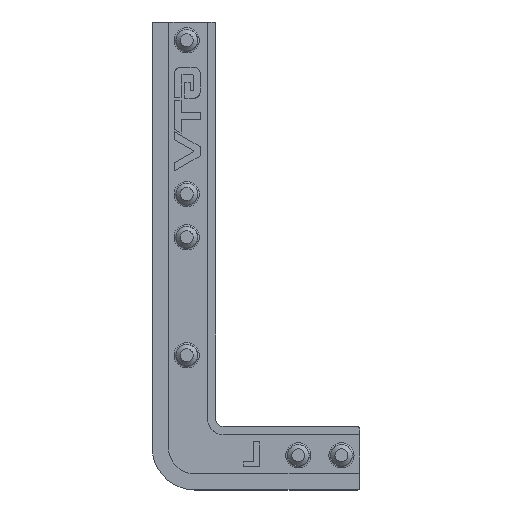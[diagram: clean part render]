
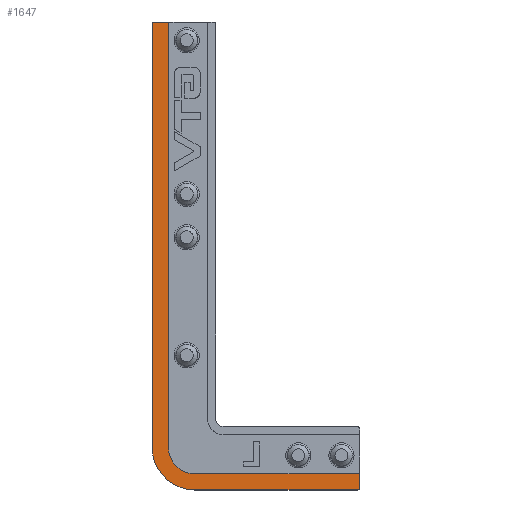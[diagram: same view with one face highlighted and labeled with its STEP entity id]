
A CAD part, top view. The second image highlights one B-rep face of the part: STEP entity #1647.
In plain terms, the highlighted planar face has unit normal (0, 0, 1).
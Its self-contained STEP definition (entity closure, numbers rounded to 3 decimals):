
#91=CIRCLE('',#1796,0.3);
#93=CIRCLE('',#1800,5.2);
#95=CIRCLE('',#1804,0.3);
#96=CIRCLE('',#1806,0.3);
#97=CIRCLE('',#1807,3.2);
#98=CIRCLE('',#1808,0.3);
#207=FACE_OUTER_BOUND('',#309,.T.);
#309=EDGE_LOOP('',(#1438,#1439,#1440,#1441,#1442,#1443,#1444,#1445,#1446,
#1447,#1448,#1449));
#416=LINE('',#2575,#582);
#468=LINE('',#2777,#634);
#472=LINE('',#2789,#638);
#474=LINE('',#2798,#640);
#475=LINE('',#2802,#641);
#476=LINE('',#2806,#642);
#582=VECTOR('',#1988,10.);
#634=VECTOR('',#2206,10.);
#638=VECTOR('',#2218,10.);
#640=VECTOR('',#2228,10.);
#641=VECTOR('',#2231,10.);
#642=VECTOR('',#2234,10.);
#727=VERTEX_POINT('',#2572);
#728=VERTEX_POINT('',#2574);
#793=VERTEX_POINT('',#2769);
#795=VERTEX_POINT('',#2775);
#797=VERTEX_POINT('',#2781);
#799=VERTEX_POINT('',#2787);
#801=VERTEX_POINT('',#2793);
#802=VERTEX_POINT('',#2797);
#803=VERTEX_POINT('',#2799);
#804=VERTEX_POINT('',#2801);
#805=VERTEX_POINT('',#2803);
#806=VERTEX_POINT('',#2805);
#916=EDGE_CURVE('',#727,#728,#416,.T.);
#1011=EDGE_CURVE('',#793,#727,#91,.T.);
#1014=EDGE_CURVE('',#795,#793,#468,.T.);
#1017=EDGE_CURVE('',#797,#795,#93,.T.);
#1020=EDGE_CURVE('',#799,#797,#472,.T.);
#1023=EDGE_CURVE('',#801,#799,#95,.T.);
#1024=EDGE_CURVE('',#802,#801,#474,.T.);
#1025=EDGE_CURVE('',#802,#803,#96,.T.);
#1026=EDGE_CURVE('',#803,#804,#475,.T.);
#1027=EDGE_CURVE('',#804,#805,#97,.T.);
#1028=EDGE_CURVE('',#805,#806,#476,.T.);
#1029=EDGE_CURVE('',#806,#728,#98,.T.);
#1438=ORIENTED_EDGE('',*,*,#916,.F.);
#1439=ORIENTED_EDGE('',*,*,#1011,.F.);
#1440=ORIENTED_EDGE('',*,*,#1014,.F.);
#1441=ORIENTED_EDGE('',*,*,#1017,.F.);
#1442=ORIENTED_EDGE('',*,*,#1020,.F.);
#1443=ORIENTED_EDGE('',*,*,#1023,.F.);
#1444=ORIENTED_EDGE('',*,*,#1024,.F.);
#1445=ORIENTED_EDGE('',*,*,#1025,.T.);
#1446=ORIENTED_EDGE('',*,*,#1026,.T.);
#1447=ORIENTED_EDGE('',*,*,#1027,.T.);
#1448=ORIENTED_EDGE('',*,*,#1028,.T.);
#1449=ORIENTED_EDGE('',*,*,#1029,.T.);
#1560=PLANE('',#1805);
#1647=ADVANCED_FACE('',(#207),#1560,.T.);
#1796=AXIS2_PLACEMENT_3D('',#2771,#2200,#2201);
#1800=AXIS2_PLACEMENT_3D('',#2783,#2212,#2213);
#1804=AXIS2_PLACEMENT_3D('',#2795,#2224,#2225);
#1805=AXIS2_PLACEMENT_3D('',#2796,#2226,#2227);
#1806=AXIS2_PLACEMENT_3D('',#2800,#2229,#2230);
#1807=AXIS2_PLACEMENT_3D('',#2804,#2232,#2233);
#1808=AXIS2_PLACEMENT_3D('',#2807,#2235,#2236);
#1988=DIRECTION('',(1.,0.,0.));
#2200=DIRECTION('center_axis',(0.,0.,-1.));
#2201=DIRECTION('ref_axis',(0.,1.,0.));
#2206=DIRECTION('',(0.,1.,0.));
#2212=DIRECTION('center_axis',(0.,0.,-1.));
#2213=DIRECTION('ref_axis',(-1.,0.,0.));
#2218=DIRECTION('',(-1.,0.,0.));
#2224=DIRECTION('center_axis',(0.,0.,-1.));
#2225=DIRECTION('ref_axis',(0.,-1.,0.));
#2226=DIRECTION('center_axis',(0.,0.,1.));
#2227=DIRECTION('ref_axis',(1.,0.,0.));
#2228=DIRECTION('',(0.,-1.,0.));
#2229=DIRECTION('center_axis',(0.,0.,-1.));
#2230=DIRECTION('ref_axis',(0.,-1.,0.));
#2231=DIRECTION('',(-1.,0.,0.));
#2232=DIRECTION('center_axis',(0.,0.,-1.));
#2233=DIRECTION('ref_axis',(-1.,0.,0.));
#2234=DIRECTION('',(0.,1.,0.));
#2235=DIRECTION('center_axis',(0.,0.,-1.));
#2236=DIRECTION('ref_axis',(0.,1.,0.));
#2572=CARTESIAN_POINT('',(-13.45,27.75,54.));
#2574=CARTESIAN_POINT('',(-11.45,27.75,54.));
#2575=CARTESIAN_POINT('',(-11.45,27.75,54.));
#2769=CARTESIAN_POINT('',(-13.75,27.45,54.));
#2771=CARTESIAN_POINT('Origin',(-13.45,27.45,54.));
#2775=CARTESIAN_POINT('',(-13.75,-24.55,54.));
#2777=CARTESIAN_POINT('',(-13.75,27.45,54.));
#2781=CARTESIAN_POINT('',(-8.55,-29.75,54.));
#2783=CARTESIAN_POINT('Origin',(-8.55,-24.55,54.));
#2787=CARTESIAN_POINT('',(11.45,-29.75,54.));
#2789=CARTESIAN_POINT('',(-8.55,-29.75,54.));
#2793=CARTESIAN_POINT('',(11.75,-29.45,54.));
#2795=CARTESIAN_POINT('Origin',(11.45,-29.45,54.));
#2796=CARTESIAN_POINT('Origin',(-1.,-1.,54.));
#2797=CARTESIAN_POINT('',(11.75,-27.45,54.));
#2798=CARTESIAN_POINT('',(11.75,-29.45,54.));
#2799=CARTESIAN_POINT('',(11.45,-27.75,54.));
#2800=CARTESIAN_POINT('Origin',(11.45,-27.45,54.));
#2801=CARTESIAN_POINT('',(-8.55,-27.75,54.));
#2802=CARTESIAN_POINT('',(-4.775,-27.75,54.));
#2803=CARTESIAN_POINT('',(-11.75,-24.55,54.));
#2804=CARTESIAN_POINT('Origin',(-8.55,-24.55,54.));
#2805=CARTESIAN_POINT('',(-11.75,27.45,54.));
#2806=CARTESIAN_POINT('',(-11.75,13.225,54.));
#2807=CARTESIAN_POINT('Origin',(-11.45,27.45,54.));
